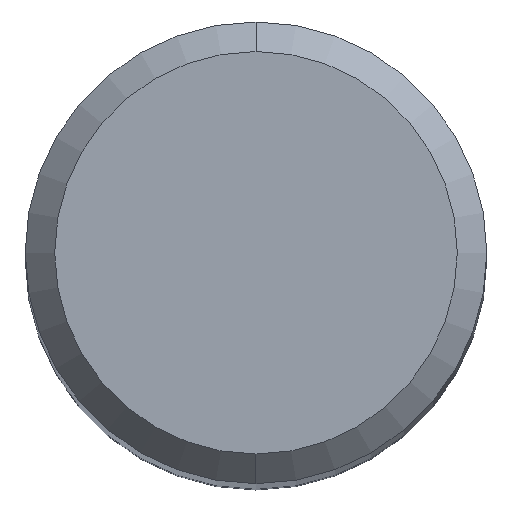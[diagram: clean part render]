
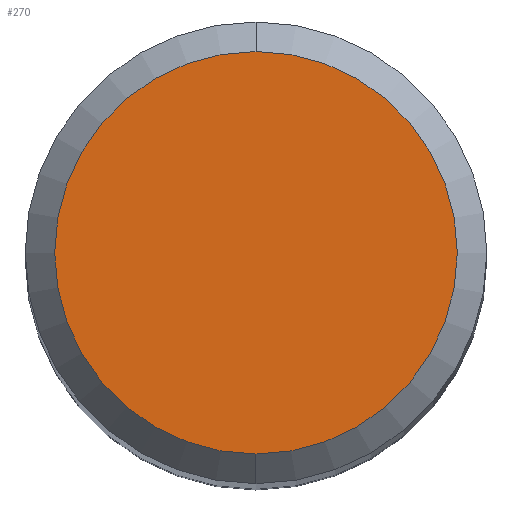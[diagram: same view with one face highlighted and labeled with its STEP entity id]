
A CAD part, top view. The second image highlights one B-rep face of the part: STEP entity #270.
In plain terms, the highlighted planar face has unit normal (0, 0, 1).
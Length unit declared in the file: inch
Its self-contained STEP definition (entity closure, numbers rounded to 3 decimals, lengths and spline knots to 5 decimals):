
#2 = AXIS2_PLACEMENT_3D ( 'NONE', #417, #358, #94 ) ;
#6 = DIRECTION ( 'NONE',  ( 0., 0., 1. ) ) ;
#17 = VERTEX_POINT ( 'NONE', #290 ) ;
#32 = EDGE_CURVE ( 'NONE', #17, #387, #66, .T. ) ;
#38 = DIRECTION ( 'NONE',  ( 0., 0., -1. ) ) ;
#64 = DIRECTION ( 'NONE',  ( 0., -1., 0. ) ) ;
#66 = CIRCLE ( 'NONE', #2, 0.13625 ) ;
#72 = AXIS2_PLACEMENT_3D ( 'NONE', #371, #6, #64 ) ;
#94 = DIRECTION ( 'NONE',  ( 0., -1., 0. ) ) ;
#101 = PLANE ( 'NONE',  #271 ) ;
#130 = CARTESIAN_POINT ( 'NONE',  ( 0., 0.13625, 0. ) ) ;
#145 = ORIENTED_EDGE ( 'NONE', *, *, #32, .T. ) ;
#160 = DIRECTION ( 'NONE',  ( 0., 1., 0. ) ) ;
#193 = CARTESIAN_POINT ( 'NONE',  ( 0., 0.13625, 0. ) ) ;
#226 = FACE_OUTER_BOUND ( 'NONE', #353, .T. ) ;
#255 = ORIENTED_EDGE ( 'NONE', *, *, #311, .T. ) ;
#270 = ADVANCED_FACE ( 'NONE', ( #226 ), #101, .F. ) ;
#271 = AXIS2_PLACEMENT_3D ( 'NONE', #130, #38, #160 ) ;
#290 = CARTESIAN_POINT ( 'NONE',  ( 0., -0.13625, 0. ) ) ;
#311 = EDGE_CURVE ( 'NONE', #387, #17, #357, .T. ) ;
#353 = EDGE_LOOP ( 'NONE', ( #255, #145 ) ) ;
#357 = CIRCLE ( 'NONE', #72, 0.13625 ) ;
#358 = DIRECTION ( 'NONE',  ( 0., 0., 1. ) ) ;
#371 = CARTESIAN_POINT ( 'NONE',  ( 0., 0., 0. ) ) ;
#387 = VERTEX_POINT ( 'NONE', #193 ) ;
#417 = CARTESIAN_POINT ( 'NONE',  ( 0., 0., 0. ) ) ;
